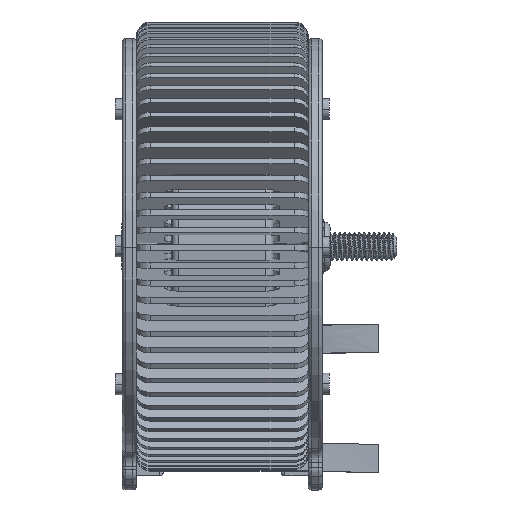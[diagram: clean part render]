
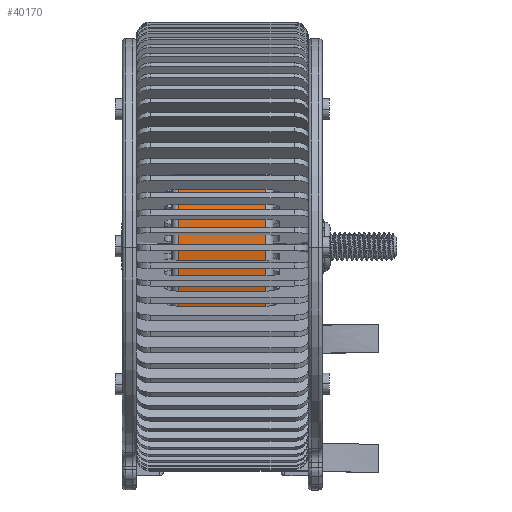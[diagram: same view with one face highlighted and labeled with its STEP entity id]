
A CAD part, left-side view. The second image highlights one B-rep face of the part: STEP entity #40170.
In plain terms, the highlighted cylindrical face has radius 25.845 mm (diameter 51.69 mm), a partial arc.
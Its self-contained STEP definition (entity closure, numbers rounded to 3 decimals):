
#948 = CARTESIAN_POINT ( 'NONE',  ( 0., 14.35, 25.845 ) ) ;
#1629 = VERTEX_POINT ( 'NONE', #67759 ) ;
#1933 = LINE ( 'NONE', #948, #84307 ) ;
#8644 = DIRECTION ( 'NONE',  ( 0., -1., 0. ) ) ;
#9360 = ORIENTED_EDGE ( 'NONE', *, *, #48813, .T. ) ;
#12265 = EDGE_CURVE ( 'NONE', #45138, #86392, #42900, .T. ) ;
#16970 = ORIENTED_EDGE ( 'NONE', *, *, #94336, .T. ) ;
#24265 = CARTESIAN_POINT ( 'NONE',  ( 0., 13.35, 25.845 ) ) ;
#25389 = DIRECTION ( 'NONE',  ( 0., -1., 0. ) ) ;
#25753 = ORIENTED_EDGE ( 'NONE', *, *, #12265, .T. ) ;
#29854 = DIRECTION ( 'NONE',  ( 0., -1., 0. ) ) ;
#32019 = DIRECTION ( 'NONE',  ( 0., 0., -1. ) ) ;
#33161 = ORIENTED_EDGE ( 'NONE', *, *, #47068, .F. ) ;
#37678 = DIRECTION ( 'NONE',  ( 0., 0., 1. ) ) ;
#40170 = ADVANCED_FACE ( 'NONE', ( #55044 ), #48891, .T. ) ;
#42900 = CIRCLE ( 'NONE', #99905, 25.845 ) ;
#45138 = VERTEX_POINT ( 'NONE', #24265 ) ;
#46847 = DIRECTION ( 'NONE',  ( 0., 1., 0. ) ) ;
#47068 = EDGE_CURVE ( 'NONE', #45138, #1629, #1933, .T. ) ;
#48813 = EDGE_CURVE ( 'NONE', #84593, #1629, #52204, .T. ) ;
#48891 = CYLINDRICAL_SURFACE ( 'NONE', #49472, 25.845 ) ;
#49356 = EDGE_LOOP ( 'NONE', ( #33161, #25753, #16970, #9360 ) ) ;
#49472 = AXIS2_PLACEMENT_3D ( 'NONE', #71308, #25389, #32019 ) ;
#52204 = CIRCLE ( 'NONE', #66769, 25.845 ) ;
#55044 = FACE_OUTER_BOUND ( 'NONE', #49356, .T. ) ;
#63702 = CARTESIAN_POINT ( 'NONE',  ( 0., 13.35, -25.845 ) ) ;
#66206 = DIRECTION ( 'NONE',  ( 0., 0., 1. ) ) ;
#66769 = AXIS2_PLACEMENT_3D ( 'NONE', #84565, #46847, #37678 ) ;
#67759 = CARTESIAN_POINT ( 'NONE',  ( 0., 1., 25.845 ) ) ;
#71308 = CARTESIAN_POINT ( 'NONE',  ( 0., 14.35, 0. ) ) ;
#73854 = CARTESIAN_POINT ( 'NONE',  ( 0., 13.35, 0. ) ) ;
#82064 = DIRECTION ( 'NONE',  ( 0., -1., 0. ) ) ;
#84307 = VECTOR ( 'NONE', #8644, 1000. ) ;
#84565 = CARTESIAN_POINT ( 'NONE',  ( 0., 1., 0. ) ) ;
#84593 = VERTEX_POINT ( 'NONE', #91080 ) ;
#86392 = VERTEX_POINT ( 'NONE', #63702 ) ;
#91080 = CARTESIAN_POINT ( 'NONE',  ( 0., 1., -25.845 ) ) ;
#94336 = EDGE_CURVE ( 'NONE', #86392, #84593, #99750, .T. ) ;
#99750 = LINE ( 'NONE', #100239, #100204 ) ;
#99905 = AXIS2_PLACEMENT_3D ( 'NONE', #73854, #82064, #66206 ) ;
#100204 = VECTOR ( 'NONE', #29854, 1000. ) ;
#100239 = CARTESIAN_POINT ( 'NONE',  ( 0., 14.35, -25.845 ) ) ;
